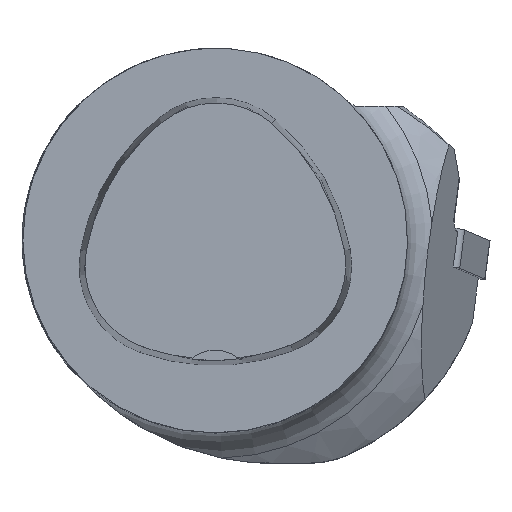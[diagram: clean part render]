
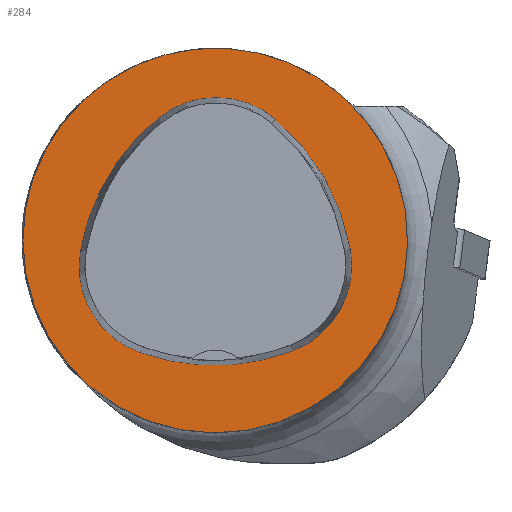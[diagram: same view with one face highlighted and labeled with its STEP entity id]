
A CAD part, top view. The second image highlights one B-rep face of the part: STEP entity #284.
In plain terms, the highlighted planar face has unit normal (0, 0, 1).
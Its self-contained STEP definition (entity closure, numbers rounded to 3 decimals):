
#133=PLANE('',#1684);
#284=ADVANCED_FACE('',(#531,#532),#133,.T.);
#531=FACE_BOUND('',#602,.T.);
#532=FACE_BOUND('',#603,.T.);
#602=EDGE_LOOP('',(#1003,#1004,#1005,#1006,#1007,#1008));
#603=EDGE_LOOP('',(#1009));
#1003=ORIENTED_EDGE('',*,*,#1403,.T.);
#1004=ORIENTED_EDGE('',*,*,#1383,.T.);
#1005=ORIENTED_EDGE('',*,*,#1387,.T.);
#1006=ORIENTED_EDGE('',*,*,#1390,.T.);
#1007=ORIENTED_EDGE('',*,*,#1393,.T.);
#1008=ORIENTED_EDGE('',*,*,#1401,.T.);
#1009=ORIENTED_EDGE('',*,*,#1248,.F.);
#1112=VERTEX_POINT('',#2198);
#1202=VERTEX_POINT('',#2650);
#1203=VERTEX_POINT('',#2651);
#1206=VERTEX_POINT('',#2659);
#1208=VERTEX_POINT('',#2665);
#1210=VERTEX_POINT('',#2671);
#1217=VERTEX_POINT('',#2692);
#1248=EDGE_CURVE('',#1112,#1112,#1442,.T.);
#1383=EDGE_CURVE('',#1202,#1203,#1470,.T.);
#1387=EDGE_CURVE('',#1203,#1206,#1472,.T.);
#1390=EDGE_CURVE('',#1206,#1208,#1474,.T.);
#1393=EDGE_CURVE('',#1208,#1210,#1476,.T.);
#1401=EDGE_CURVE('',#1210,#1217,#1480,.T.);
#1403=EDGE_CURVE('',#1217,#1202,#1482,.T.);
#1442=CIRCLE('',#1567,31.5);
#1470=CIRCLE('',#1662,36.);
#1472=CIRCLE('',#1665,15.);
#1474=CIRCLE('',#1668,36.);
#1476=CIRCLE('',#1671,15.);
#1480=CIRCLE('',#1676,36.);
#1482=CIRCLE('',#1679,15.);
#1567=AXIS2_PLACEMENT_3D('',#2197,#1751,#1752);
#1662=AXIS2_PLACEMENT_3D('',#2649,#2000,#2001);
#1665=AXIS2_PLACEMENT_3D('',#2658,#2008,#2009);
#1668=AXIS2_PLACEMENT_3D('',#2664,#2015,#2016);
#1671=AXIS2_PLACEMENT_3D('',#2670,#2022,#2023);
#1676=AXIS2_PLACEMENT_3D('',#2693,#2034,#2035);
#1679=AXIS2_PLACEMENT_3D('',#2696,#2040,#2041);
#1684=AXIS2_PLACEMENT_3D('',#2701,#2050,#2051);
#1751=DIRECTION('',(0.,0.,-1.));
#1752=DIRECTION('',(-1.,0.,0.));
#2000=DIRECTION('',(0.,0.,-1.));
#2001=DIRECTION('',(-1.,0.,0.));
#2008=DIRECTION('',(0.,0.,-1.));
#2009=DIRECTION('',(-1.,0.,0.));
#2015=DIRECTION('',(0.,0.,-1.));
#2016=DIRECTION('',(-1.,0.,0.));
#2022=DIRECTION('',(0.,0.,-1.));
#2023=DIRECTION('',(-1.,0.,0.));
#2034=DIRECTION('',(0.,0.,-1.));
#2035=DIRECTION('',(-1.,0.,0.));
#2040=DIRECTION('',(0.,0.,-1.));
#2041=DIRECTION('',(-1.,0.,0.));
#2050=DIRECTION('',(0.,0.,1.));
#2051=DIRECTION('',(1.,0.,0.));
#2197=CARTESIAN_POINT('',(0.,0.,0.));
#2198=CARTESIAN_POINT('',(-31.5,0.,0.));
#2649=CARTESIAN_POINT('',(13.398,-7.893,0.));
#2650=CARTESIAN_POINT('',(-22.041,-1.562,0.));
#2651=CARTESIAN_POINT('',(-9.317,20.036,0.));
#2658=CARTESIAN_POINT('',(0.148,8.399,0.));
#2659=CARTESIAN_POINT('',(9.779,19.898,0.));
#2664=CARTESIAN_POINT('',(-13.337,-7.7,0.));
#2665=CARTESIAN_POINT('',(22.122,-1.48,0.));
#2670=CARTESIAN_POINT('',(7.347,-4.071,0.));
#2671=CARTESIAN_POINT('',(12.693,-18.087,0.));
#2692=CARTESIAN_POINT('',(-12.373,-18.307,0.));
#2693=CARTESIAN_POINT('',(-0.137,15.55,0.));
#2696=CARTESIAN_POINT('',(-7.275,-4.2,0.));
#2701=CARTESIAN_POINT('',(0.,0.,0.));
